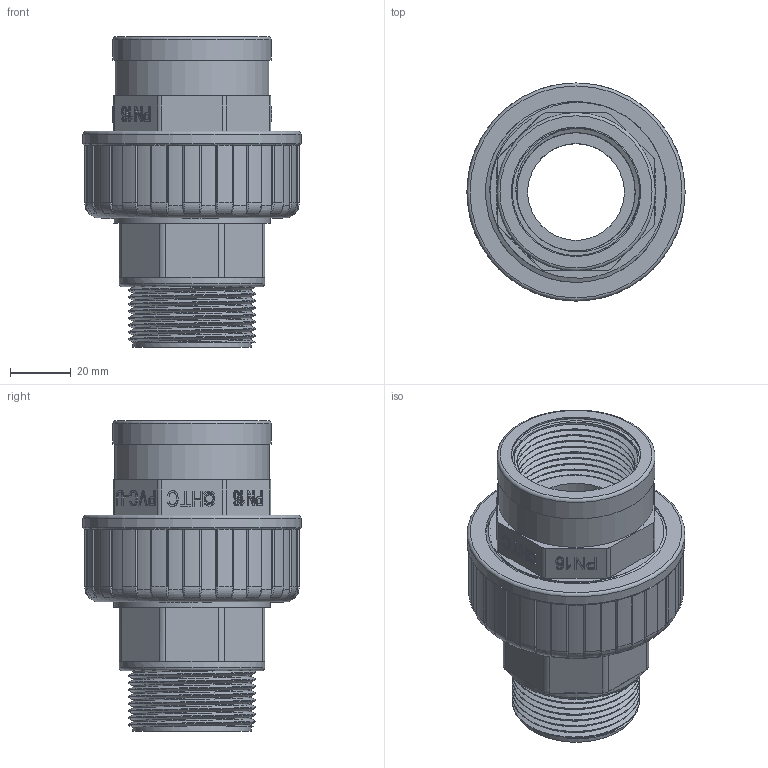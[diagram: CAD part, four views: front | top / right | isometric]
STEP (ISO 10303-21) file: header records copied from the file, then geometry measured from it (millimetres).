
FILE_DESCRIPTION(/* description */ (''),/* implementation_level */ '2;1');
FILE_NAME(/* name */ 'V1F040+铁圈.stp',/* time_stamp */ '2025-03-29T15:29:29+08:00',/* author */ (''),/* organization */ (''),/* preprocessor_version */ 'ST-DEVELOPER v16',/* originating_system */ 'SIEMENS PLM Software NX 10.0',/* authorisation */ '');
FILE_SCHEMA (('AUTOMOTIVE_DESIGN { 1 0 10303 214 3 1 1 1 }'));
Length unit declared in the file: millimetre
Products named in the file (1): gelv1774380Bv03p
Bounding box: 71.8 x 71.8 x 102.3 mm (x, y, z)
Volume: 106331.9 mm3; surface area: 64986.3 mm2
Topology: 4 solids, 5 shells, 877 faces, 2318 edges, 1514 vertices
Faces by surface type: plane 394, extrusion 239, cylinder 164, bspline 51, torus 29
Full cylindrical faces by diameter (mm): 1.5 x1, 2.25 x1, 2.486 x1, 3.315 x1, 31.8 x1, 32 x1, 36.3 x1, 38.952 x8, 40 x1, 41.91 x9, 42.6 x1, 45 x1, 48 x1, 50 x1, 51 x1, 51.1 x1, 51.5 x1, 52 x1, 52.1 x1, 55.9 x1, 56.656 x7, 59.614 x8, 71.8 x1
Entity records: 39395 total; most frequent: CARTESIAN_POINT 20841, ORIENTED_EDGE 4356, DIRECTION 2709, EDGE_CURVE 2178, VERTEX_POINT 1439, B_SPLINE_CURVE_WITH_KNOTS 1386, EDGE_LOOP 950, VECTOR 945
